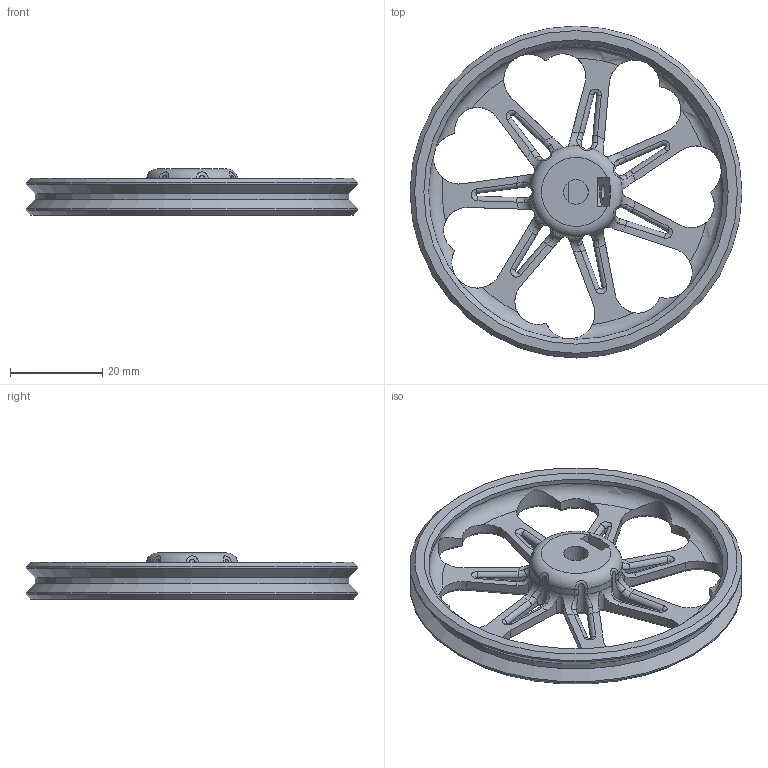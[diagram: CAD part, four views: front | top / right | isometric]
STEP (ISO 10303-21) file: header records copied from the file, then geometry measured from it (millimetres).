
FILE_DESCRIPTION(('FreeCAD Model'),'2;1');
FILE_NAME('corazones.step', '2017-01-30T15:38:28',('Diego Lale'),('Lalebots'), 'Open CASCADE STEP processor 6.8','FreeCAD','Unknown');
FILE_SCHEMA(('AUTOMOTIVE_DESIGN_CC2 { 1 2 10303 214 -1 1 5 4 }'));
Length unit declared in the file: millimetre
Products named in the file (2): ASSEMBLY; Cut
Assembly tree (1 placements, depth 2):
  ASSEMBLY
    Cut
Bounding box: 72 x 72 x 10 mm (x, y, z)
Volume: 11134.1 mm3; surface area: 9230.4 mm2
Topology: 1 solids, 1 shells, 253 faces, 654 edges, 389 vertices
Faces by surface type: plane 77, cylinder 64, bspline 49, cone 40, torus 23
Full cylindrical faces by diameter (mm): 3.2 x2, 5.3 x1, 64 x1, 68 x1, 72 x2
Entity records: 47161 total; most frequent: CARTESIAN_POINT 35484, DIRECTION 1815, ORIENTED_EDGE 1308, PCURVE 1308, DEFINITIONAL_REPRESENTATION 1308, LINE 913, VECTOR 913, EDGE_CURVE 654
